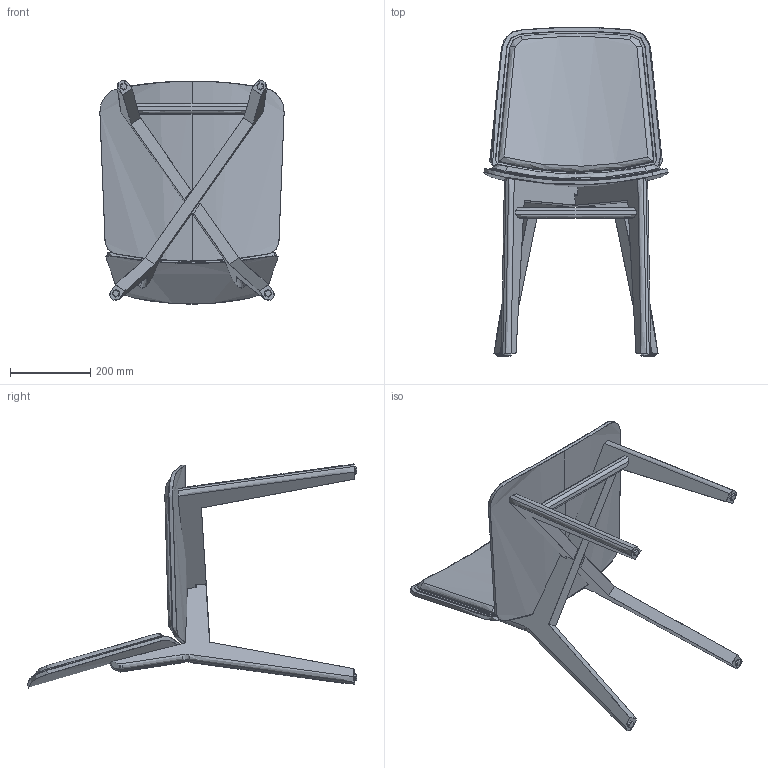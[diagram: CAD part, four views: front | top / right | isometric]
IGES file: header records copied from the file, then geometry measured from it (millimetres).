
Start section: SolidWorks IGES file using analytic representation for surfaces
Global section: file name: HA001 - IGS.IGS; native system: SolidWorks 2019; preprocessor: SolidWorks 2019; author: Comunicacao1; date: 200316.094854; units: millimetre
Bounding box: 460.28 x 822.39 x 559.87 mm (x, y, z)
Volume: 12359702.6 mm3; surface area: 2247239.6 mm2
Topology: 11 solids, 21 shells, 659 faces, 1584 edges, 956 vertices
Faces by surface type: revolution 361, plane 154, bspline 144
